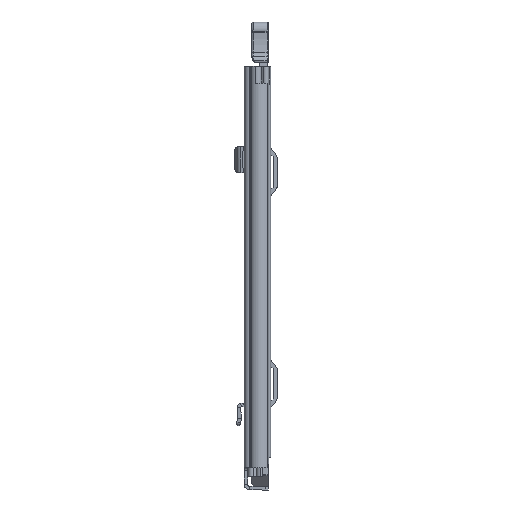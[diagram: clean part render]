
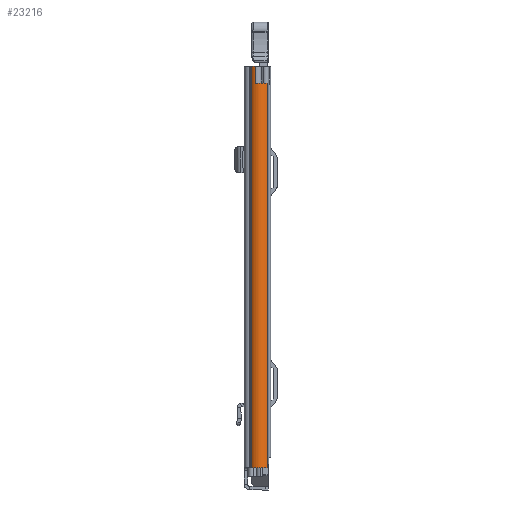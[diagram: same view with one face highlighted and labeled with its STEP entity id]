
A CAD part, front view. The second image highlights one B-rep face of the part: STEP entity #23216.
In plain terms, the highlighted cylindrical face has radius 7.6 mm (diameter 15.2 mm), a partial arc.
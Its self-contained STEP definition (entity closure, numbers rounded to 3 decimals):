
#64 = VERTEX_POINT ( 'NONE', #1908 ) ;
#1908 = CARTESIAN_POINT ( 'NONE',  ( 16.488, -35.307, -12.2 ) ) ;
#3759 = EDGE_CURVE ( 'NONE', #36758, #7116, #4894, .T. ) ;
#4894 = CIRCLE ( 'NONE', #32925, 7.6 ) ;
#6210 = EDGE_CURVE ( 'NONE', #10469, #7116, #21076, .T. ) ;
#6485 = DIRECTION ( 'NONE',  ( 1., 0., 0. ) ) ;
#6570 = CARTESIAN_POINT ( 'NONE',  ( 8.413, -37.778, -12.2 ) ) ;
#6762 = ORIENTED_EDGE ( 'NONE', *, *, #6210, .F. ) ;
#7116 = VERTEX_POINT ( 'NONE', #35775 ) ;
#8780 = ORIENTED_EDGE ( 'NONE', *, *, #27198, .T. ) ;
#8874 = DIRECTION ( 'NONE',  ( 1., 0., 0. ) ) ;
#9425 = LINE ( 'NONE', #14818, #18094 ) ;
#9596 = DIRECTION ( 'NONE',  ( 0., 0., 1. ) ) ;
#10087 = CARTESIAN_POINT ( 'NONE',  ( 8.413, -37.778, 0. ) ) ;
#10440 = ORIENTED_EDGE ( 'NONE', *, *, #12362, .T. ) ;
#10469 = VERTEX_POINT ( 'NONE', #32811 ) ;
#12077 = CARTESIAN_POINT ( 'NONE',  ( 10.602, -30.5, -12.2 ) ) ;
#12362 = EDGE_CURVE ( 'NONE', #30520, #64, #9425, .T. ) ;
#13075 = CARTESIAN_POINT ( 'NONE',  ( 10.602, -30.5, -304.8 ) ) ;
#14056 = CARTESIAN_POINT ( 'NONE',  ( 10.602, -30.5, 0. ) ) ;
#14220 = CIRCLE ( 'NONE', #21943, 7.6 ) ;
#14818 = CARTESIAN_POINT ( 'NONE',  ( 16.488, -35.307, -304.8 ) ) ;
#14825 = EDGE_CURVE ( 'NONE', #10469, #30520, #28987, .T. ) ;
#14857 = DIRECTION ( 'NONE',  ( 0., 0., 1. ) ) ;
#14944 = DIRECTION ( 'NONE',  ( 0., 0., 1. ) ) ;
#15666 = CYLINDRICAL_SURFACE ( 'NONE', #21855, 7.6 ) ;
#17659 = AXIS2_PLACEMENT_3D ( 'NONE', #23057, #34460, #8874 ) ;
#17801 = LINE ( 'NONE', #24130, #18784 ) ;
#18094 = VECTOR ( 'NONE', #9596, 1000. ) ;
#18784 = VECTOR ( 'NONE', #26585, 1000. ) ;
#19022 = FACE_OUTER_BOUND ( 'NONE', #26314, .T. ) ;
#20535 = CARTESIAN_POINT ( 'NONE',  ( 5.244, -35.891, -304.8 ) ) ;
#20847 = ORIENTED_EDGE ( 'NONE', *, *, #3759, .T. ) ;
#21076 = LINE ( 'NONE', #20535, #21086 ) ;
#21086 = VECTOR ( 'NONE', #14944, 1000. ) ;
#21452 = ORIENTED_EDGE ( 'NONE', *, *, #14825, .T. ) ;
#21855 = AXIS2_PLACEMENT_3D ( 'NONE', #13075, #27450, #27077 ) ;
#21943 = AXIS2_PLACEMENT_3D ( 'NONE', #12077, #14857, #6485 ) ;
#22624 = DIRECTION ( 'NONE',  ( 1., 0., 0. ) ) ;
#23057 = CARTESIAN_POINT ( 'NONE',  ( 10.602, -30.5, -288.8 ) ) ;
#23155 = VERTEX_POINT ( 'NONE', #6570 ) ;
#23216 = ADVANCED_FACE ( 'NONE', ( #19022 ), #15666, .T. ) ;
#24130 = CARTESIAN_POINT ( 'NONE',  ( 8.413, -37.778, -304.8 ) ) ;
#26314 = EDGE_LOOP ( 'NONE', ( #21452, #10440, #36490, #8780, #20847, #6762 ) ) ;
#26585 = DIRECTION ( 'NONE',  ( 0., 0., 1. ) ) ;
#27077 = DIRECTION ( 'NONE',  ( 1., 0., 0. ) ) ;
#27198 = EDGE_CURVE ( 'NONE', #23155, #36758, #17801, .T. ) ;
#27450 = DIRECTION ( 'NONE',  ( 0., 0., 1. ) ) ;
#28987 = CIRCLE ( 'NONE', #17659, 7.6 ) ;
#29835 = EDGE_CURVE ( 'NONE', #23155, #64, #14220, .T. ) ;
#30520 = VERTEX_POINT ( 'NONE', #34910 ) ;
#32811 = CARTESIAN_POINT ( 'NONE',  ( 5.244, -35.891, -288.8 ) ) ;
#32925 = AXIS2_PLACEMENT_3D ( 'NONE', #14056, #36849, #22624 ) ;
#34460 = DIRECTION ( 'NONE',  ( 0., 0., 1. ) ) ;
#34910 = CARTESIAN_POINT ( 'NONE',  ( 16.488, -35.307, -288.8 ) ) ;
#35775 = CARTESIAN_POINT ( 'NONE',  ( 5.244, -35.891, 0. ) ) ;
#36490 = ORIENTED_EDGE ( 'NONE', *, *, #29835, .F. ) ;
#36758 = VERTEX_POINT ( 'NONE', #10087 ) ;
#36849 = DIRECTION ( 'NONE',  ( 0., 0., -1. ) ) ;
